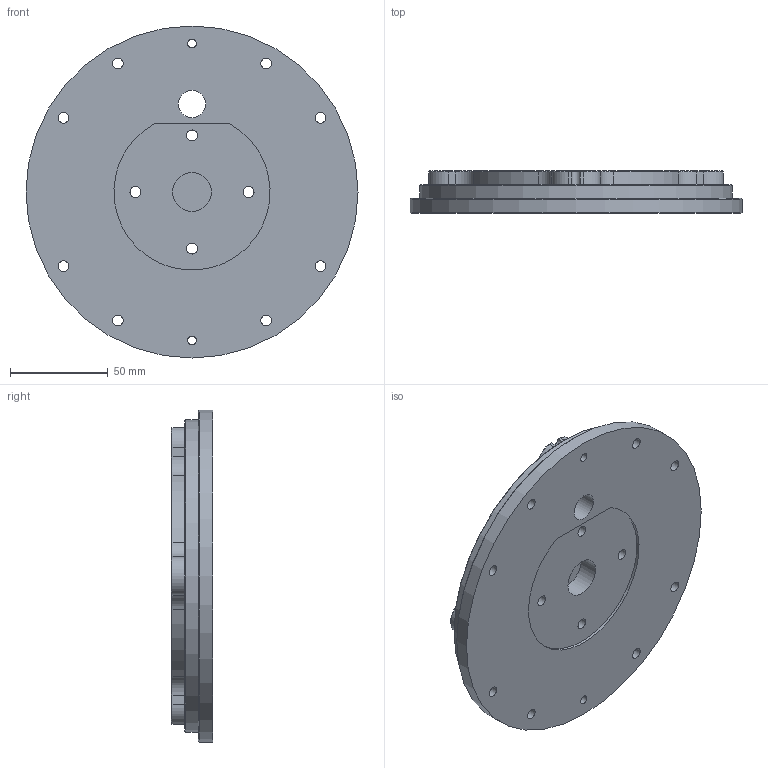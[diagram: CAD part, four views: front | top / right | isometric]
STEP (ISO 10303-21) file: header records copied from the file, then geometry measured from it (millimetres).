
FILE_DESCRIPTION(/* description */ (''),/* implementation_level */ '2;1');
FILE_NAME(/* name */ 'Build Plateform one Indents.stp',/* time_stamp */ '2024-11-20T16:07:02-05:00',/* author */ ('mayhe'),/* organization */ (''),/* preprocessor_version */ 'ST-DEVELOPER v20',/* originating_system */ 'Autodesk Inventor 2025',/* authorisation */ '');
FILE_SCHEMA (('AUTOMOTIVE_DESIGN { 1 0 10303 214 3 1 1 }'));
Length unit declared in the file: millimetre
Products named in the file (1): Build Plateform one Indents
Bounding box: 170 x 21.5 x 170 mm (x, y, z)
Volume: 369312.1 mm3; surface area: 60885.4 mm2
Topology: 1 solids, 1 shells, 110 faces, 279 edges, 178 vertices
Faces by surface type: cylinder 46, cone 36, plane 28
Full cylindrical faces by diameter (mm): 4.5 x2, 5.5 x12, 9 x4, 14 x1, 18.25 x1, 20 x1, 160 x1, 170 x1
Entity records: 3478 total; most frequent: DIRECTION 633, CARTESIAN_POINT 612, ORIENTED_EDGE 558, EDGE_CURVE 279, AXIS2_PLACEMENT_3D 255, VERTEX_POINT 178, EDGE_LOOP 147, CIRCLE 144
